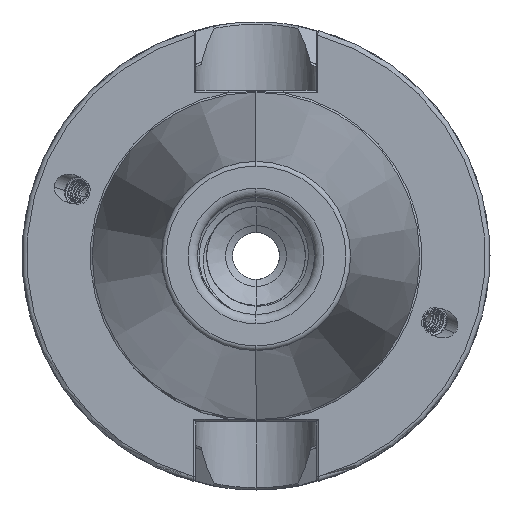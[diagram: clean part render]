
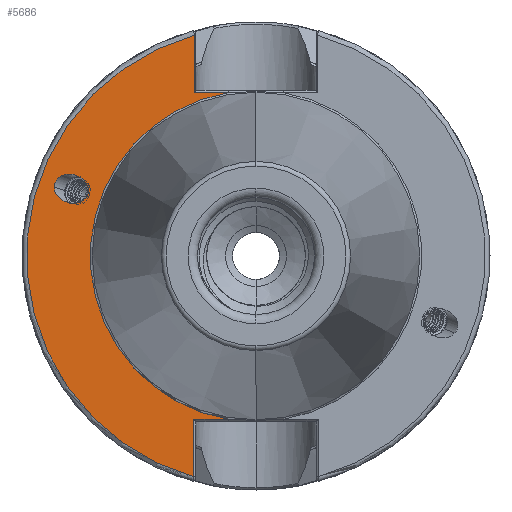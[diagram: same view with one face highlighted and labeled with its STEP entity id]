
A CAD part, left-side view. The second image highlights one B-rep face of the part: STEP entity #5686.
In plain terms, the highlighted planar face has unit normal (-1, 0, 0).
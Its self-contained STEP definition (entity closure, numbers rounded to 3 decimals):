
#2218 = EDGE_LOOP ( 'NONE', ( #15371, #15389, #15350 ) ) ;
#2318 = EDGE_LOOP ( 'NONE', ( #15408, #15402, #15375, #15353, #15404, #15364 ) ) ;
#2650 = LINE ( 'NONE', #14405, #2652 ) ;
#2652 = VECTOR ( 'NONE', #14435, 1000. ) ;
#2688 = LINE ( 'NONE', #13963, #2689 ) ;
#2689 = VECTOR ( 'NONE', #13996, 1000. ) ;
#2886 = EDGE_CURVE ( 'NONE', #15147, #15127, #13873, .T. ) ;
#2932 = EDGE_CURVE ( 'NONE', #15145, #15147, #13857, .T. ) ;
#3022 = EDGE_CURVE ( 'NONE', #15127, #15145, #14041, .T. ) ;
#3036 = EDGE_CURVE ( 'NONE', #14938, #14954, #2650, .T. ) ;
#3061 = EDGE_CURVE ( 'NONE', #14942, #14938, #2688, .T. ) ;
#3860 = AXIS2_PLACEMENT_3D ( 'NONE', #7557, #7548, #7553 ) ;
#3913 = AXIS2_PLACEMENT_3D ( 'NONE', #9011, #9010, #9012 ) ;
#3943 = AXIS2_PLACEMENT_3D ( 'NONE', #7939, #7894, #7895 ) ;
#5686 = ADVANCED_FACE ( 'NONE', ( #10272, #10288 ), #7549, .T. ) ;
#6002 = EDGE_CURVE ( 'NONE', #14932, #14937, #10347, .T. ) ;
#6008 = EDGE_CURVE ( 'NONE', #14940, #14932, #10403, .T. ) ;
#6012 = EDGE_CURVE ( 'NONE', #14937, #14942, #10424, .T. ) ;
#6049 = EDGE_CURVE ( 'NONE', #14940, #14954, #10443, .T. ) ;
#7548 = DIRECTION ( 'NONE',  ( -1., 0., 0. ) ) ;
#7549 = PLANE ( 'NONE',  #3860 ) ;
#7553 = DIRECTION ( 'NONE',  ( 0., 0., 1. ) ) ;
#7557 = CARTESIAN_POINT ( 'NONE',  ( 0., 35.398, 0. ) ) ;
#7894 = DIRECTION ( 'NONE',  ( 1., 0., 0. ) ) ;
#7895 = DIRECTION ( 'NONE',  ( 0., 0., -1. ) ) ;
#7939 = CARTESIAN_POINT ( 'NONE',  ( 0., 0., 0. ) ) ;
#8029 = CARTESIAN_POINT ( 'NONE',  ( 0., 5.916, 34.9 ) ) ;
#8046 = CARTESIAN_POINT ( 'NONE',  ( 0., 13.194, 34.9 ) ) ;
#8086 = CARTESIAN_POINT ( 'NONE',  ( 0., 5.916, -34.9 ) ) ;
#8096 = CARTESIAN_POINT ( 'NONE',  ( 0., 13.279, -34.9 ) ) ;
#8102 = CARTESIAN_POINT ( 'NONE',  ( 0., 13.279, -47.166 ) ) ;
#8108 = CARTESIAN_POINT ( 'NONE',  ( 0., 13.194, 47.19 ) ) ;
#8958 = DIRECTION ( 'NONE',  ( 0., -1., 0. ) ) ;
#8975 = CARTESIAN_POINT ( 'NONE',  ( 0., -12.85, -34.9 ) ) ;
#9010 = DIRECTION ( 'NONE',  ( 1., 0., 0. ) ) ;
#9011 = CARTESIAN_POINT ( 'NONE',  ( 0., 0., 0. ) ) ;
#9012 = DIRECTION ( 'NONE',  ( 0., 0., -1. ) ) ;
#9014 = CARTESIAN_POINT ( 'NONE',  ( 0., 13.279, -35.4 ) ) ;
#9031 = DIRECTION ( 'NONE',  ( 0., 0., 1. ) ) ;
#9807 = CARTESIAN_POINT ( 'NONE',  ( 0., 43.118, 14.766 ) ) ;
#9847 = CARTESIAN_POINT ( 'NONE',  ( 0., 35.968, 13.091 ) ) ;
#9864 = CARTESIAN_POINT ( 'NONE',  ( 0., 35.816, 13.963 ) ) ;
#10272 = FACE_BOUND ( 'NONE', #2218, .T. ) ;
#10288 = FACE_OUTER_BOUND ( 'NONE', #2318, .T. ) ;
#10347 = LINE ( 'NONE', #8975, #10370 ) ;
#10370 = VECTOR ( 'NONE', #8958, 1000. ) ;
#10403 = LINE ( 'NONE', #9014, #10411 ) ;
#10411 = VECTOR ( 'NONE', #9031, 1000. ) ;
#10424 = CIRCLE ( 'NONE', #3913, 35.398 ) ;
#10443 = CIRCLE ( 'NONE', #3943, 49. ) ;
#13857 =( BOUNDED_CURVE ( )  B_SPLINE_CURVE ( 3, ( #18472, #18495, #18521, #18525 ),
 .UNSPECIFIED., .F., .F. ) 
 B_SPLINE_CURVE_WITH_KNOTS ( ( 4, 4 ),
 ( 0., 0.29 ),
 .UNSPECIFIED. ) 
 CURVE ( )  GEOMETRIC_REPRESENTATION_ITEM ( )  RATIONAL_B_SPLINE_CURVE ( ( 1., 0.993, 0.993, 1. ) ) 
 REPRESENTATION_ITEM ( '' )  );
#13873 =( BOUNDED_CURVE ( )  B_SPLINE_CURVE ( 3, ( #21559, #21551, #21560, #21561 ),
 .UNSPECIFIED., .F., .F. ) 
 B_SPLINE_CURVE_WITH_KNOTS ( ( 4, 4 ),
 ( 0.29, 3.431 ),
 .UNSPECIFIED. ) 
 CURVE ( )  GEOMETRIC_REPRESENTATION_ITEM ( )  RATIONAL_B_SPLINE_CURVE ( ( 1., 0.333, 0.333, 1. ) ) 
 REPRESENTATION_ITEM ( '' )  );
#13963 = CARTESIAN_POINT ( 'NONE',  ( 0., 35.398, 34.9 ) ) ;
#13996 = DIRECTION ( 'NONE',  ( 0., 1., 0. ) ) ;
#14041 =( BOUNDED_CURVE ( )  B_SPLINE_CURVE ( 3, ( #14311, #14316, #14312, #14300 ),
 .UNSPECIFIED., .F., .F. ) 
 B_SPLINE_CURVE_WITH_KNOTS ( ( 4, 4 ),
 ( 3.431, 6.283 ),
 .UNSPECIFIED. ) 
 CURVE ( )  GEOMETRIC_REPRESENTATION_ITEM ( )  RATIONAL_B_SPLINE_CURVE ( ( 1., 0.43, 0.43, 1. ) ) 
 REPRESENTATION_ITEM ( '' )  );
#14300 = CARTESIAN_POINT ( 'NONE',  ( 0., 35.968, 13.091 ) ) ;
#14311 = CARTESIAN_POINT ( 'NONE',  ( 0., 43.118, 14.766 ) ) ;
#14312 = CARTESIAN_POINT ( 'NONE',  ( 0., 37.57, 8.69 ) ) ;
#14316 = CARTESIAN_POINT ( 'NONE',  ( 0., 43.118, 9.99 ) ) ;
#14405 = CARTESIAN_POINT ( 'NONE',  ( 0., 13.194, 0. ) ) ;
#14435 = DIRECTION ( 'NONE',  ( 0., 0., 1. ) ) ;
#14932 = VERTEX_POINT ( 'NONE', #8096 ) ;
#14937 = VERTEX_POINT ( 'NONE', #8086 ) ;
#14938 = VERTEX_POINT ( 'NONE', #8046 ) ;
#14940 = VERTEX_POINT ( 'NONE', #8102 ) ;
#14942 = VERTEX_POINT ( 'NONE', #8029 ) ;
#14954 = VERTEX_POINT ( 'NONE', #8108 ) ;
#15127 = VERTEX_POINT ( 'NONE', #9807 ) ;
#15145 = VERTEX_POINT ( 'NONE', #9847 ) ;
#15147 = VERTEX_POINT ( 'NONE', #9864 ) ;
#15350 = ORIENTED_EDGE ( 'NONE', *, *, #2886, .F. ) ;
#15353 = ORIENTED_EDGE ( 'NONE', *, *, #6012, .T. ) ;
#15364 = ORIENTED_EDGE ( 'NONE', *, *, #3036, .T. ) ;
#15371 = ORIENTED_EDGE ( 'NONE', *, *, #2932, .F. ) ;
#15375 = ORIENTED_EDGE ( 'NONE', *, *, #6002, .T. ) ;
#15389 = ORIENTED_EDGE ( 'NONE', *, *, #3022, .F. ) ;
#15402 = ORIENTED_EDGE ( 'NONE', *, *, #6008, .T. ) ;
#15404 = ORIENTED_EDGE ( 'NONE', *, *, #3061, .T. ) ;
#15408 = ORIENTED_EDGE ( 'NONE', *, *, #6049, .F. ) ;
#18472 = CARTESIAN_POINT ( 'NONE',  ( 0., 35.968, 13.091 ) ) ;
#18495 = CARTESIAN_POINT ( 'NONE',  ( 0., 35.867, 13.369 ) ) ;
#18521 = CARTESIAN_POINT ( 'NONE',  ( 0., 35.816, 13.662 ) ) ;
#18525 = CARTESIAN_POINT ( 'NONE',  ( 0., 35.816, 13.963 ) ) ;
#21551 = CARTESIAN_POINT ( 'NONE',  ( 0., 35.816, 20.184 ) ) ;
#21559 = CARTESIAN_POINT ( 'NONE',  ( 0., 35.816, 13.963 ) ) ;
#21560 = CARTESIAN_POINT ( 'NONE',  ( 0., 43.118, 20.987 ) ) ;
#21561 = CARTESIAN_POINT ( 'NONE',  ( 0., 43.118, 14.766 ) ) ;
